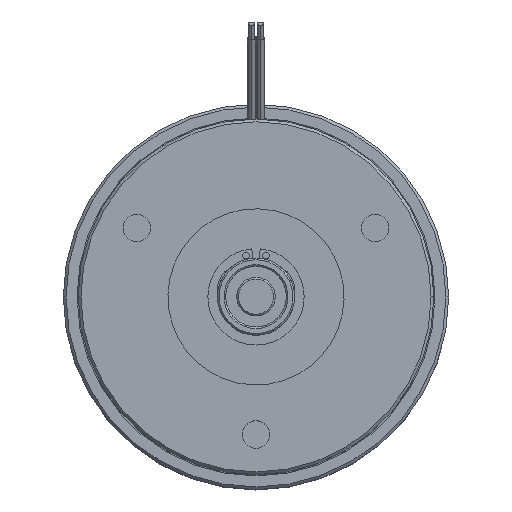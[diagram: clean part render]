
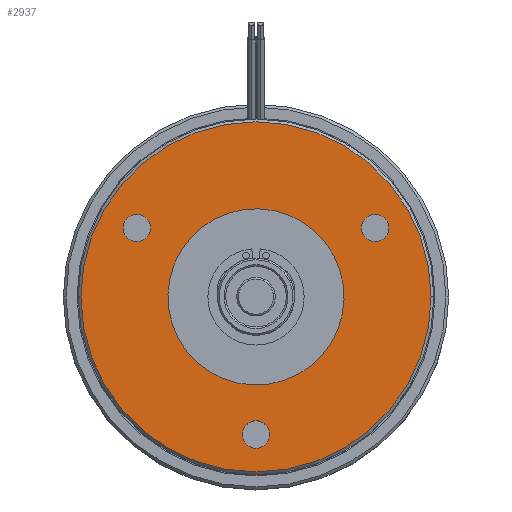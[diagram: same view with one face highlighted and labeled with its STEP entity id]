
A CAD part, top view. The second image highlights one B-rep face of the part: STEP entity #2937.
In plain terms, the highlighted planar face has unit normal (0, 0, 1).
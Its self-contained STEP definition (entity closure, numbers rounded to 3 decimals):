
#30 = ORIENTED_EDGE ( 'NONE', *, *, #446, .F. ) ;
#66 = EDGE_CURVE ( 'NONE', #964, #188, #265, .T. ) ;
#74 = CARTESIAN_POINT ( 'NONE',  ( -15.992, 0.51, 69.146 ) ) ;
#80 = DIRECTION ( 'NONE',  ( 1., 0., 0. ) ) ;
#108 = DIRECTION ( 'NONE',  ( 0., 0., 1. ) ) ;
#153 = DIRECTION ( 'NONE',  ( 0., 0., 1. ) ) ;
#168 = AXIS2_PLACEMENT_3D ( 'NONE', #3334, #2180, #3031 ) ;
#181 = VERTEX_POINT ( 'NONE', #74 ) ;
#188 = VERTEX_POINT ( 'NONE', #3711 ) ;
#208 = ORIENTED_EDGE ( 'NONE', *, *, #447, .T. ) ;
#265 = CIRCLE ( 'NONE', #581, 2.5 ) ;
#299 = DIRECTION ( 'NONE',  ( 1., 0., 0. ) ) ;
#301 = DIRECTION ( 'NONE',  ( 0., 0., 1. ) ) ;
#315 = DIRECTION ( 'NONE',  ( 1., 0., 0. ) ) ;
#325 = ORIENTED_EDGE ( 'NONE', *, *, #470, .F. ) ;
#328 = DIRECTION ( 'NONE',  ( 0., 0., -1. ) ) ;
#336 = CARTESIAN_POINT ( 'NONE',  ( 0., 0., 69.146 ) ) ;
#355 = CARTESIAN_POINT ( 'NONE',  ( 0., 0., 69.146 ) ) ;
#379 = PLANE ( 'NONE',  #3841 ) ;
#387 = ORIENTED_EDGE ( 'NONE', *, *, #2932, .T. ) ;
#446 = EDGE_CURVE ( 'NONE', #704, #2132, #3776, .T. ) ;
#447 = EDGE_CURVE ( 'NONE', #529, #1217, #3765, .T. ) ;
#470 = EDGE_CURVE ( 'NONE', #188, #964, #3761, .T. ) ;
#503 = EDGE_CURVE ( 'NONE', #181, #1493, #3789, .T. ) ;
#529 = VERTEX_POINT ( 'NONE', #1287 ) ;
#554 = ORIENTED_EDGE ( 'NONE', *, *, #66, .F. ) ;
#581 = AXIS2_PLACEMENT_3D ( 'NONE', #3599, #3601, #3604 ) ;
#667 = ORIENTED_EDGE ( 'NONE', *, *, #1666, .F. ) ;
#680 = AXIS2_PLACEMENT_3D ( 'NONE', #2499, #2689, #2295 ) ;
#704 = VERTEX_POINT ( 'NONE', #2783 ) ;
#798 = EDGE_LOOP ( 'NONE', ( #2215, #667 ) ) ;
#847 = CARTESIAN_POINT ( 'NONE',  ( 0., 0., 69.146 ) ) ;
#964 = VERTEX_POINT ( 'NONE', #3871 ) ;
#1010 = CARTESIAN_POINT ( 'NONE',  ( 19.151, 12.5, 69.146 ) ) ;
#1060 = DIRECTION ( 'NONE',  ( 0., 0., 1. ) ) ;
#1069 = DIRECTION ( 'NONE',  ( 1., 0., 0. ) ) ;
#1098 = EDGE_CURVE ( 'NONE', #2132, #704, #3321, .T. ) ;
#1129 = CARTESIAN_POINT ( 'NONE',  ( -21.651, 12.5, 69.146 ) ) ;
#1197 = CARTESIAN_POINT ( 'NONE',  ( 15.992, -0.51, 69.146 ) ) ;
#1217 = VERTEX_POINT ( 'NONE', #1951 ) ;
#1287 = CARTESIAN_POINT ( 'NONE',  ( 31.8, 0., 69.146 ) ) ;
#1313 = EDGE_LOOP ( 'NONE', ( #325, #554 ) ) ;
#1341 = ORIENTED_EDGE ( 'NONE', *, *, #2248, .T. ) ;
#1435 = EDGE_CURVE ( 'NONE', #2353, #1585, #3176, .T. ) ;
#1442 = ORIENTED_EDGE ( 'NONE', *, *, #1098, .F. ) ;
#1493 = VERTEX_POINT ( 'NONE', #1197 ) ;
#1585 = VERTEX_POINT ( 'NONE', #1010 ) ;
#1630 = ORIENTED_EDGE ( 'NONE', *, *, #503, .T. ) ;
#1666 = EDGE_CURVE ( 'NONE', #1585, #2353, #3070, .T. ) ;
#1677 = FACE_BOUND ( 'NONE', #3411, .T. ) ;
#1681 = FACE_BOUND ( 'NONE', #1313, .T. ) ;
#1702 = FACE_OUTER_BOUND ( 'NONE', #3387, .T. ) ;
#1712 = CIRCLE ( 'NONE', #3277, 16. ) ;
#1713 = CARTESIAN_POINT ( 'NONE',  ( -19.151, 12.5, 69.146 ) ) ;
#1731 = FACE_BOUND ( 'NONE', #798, .T. ) ;
#1743 = FACE_BOUND ( 'NONE', #3303, .T. ) ;
#1951 = CARTESIAN_POINT ( 'NONE',  ( -31.8, 0., 69.146 ) ) ;
#2132 = VERTEX_POINT ( 'NONE', #1713 ) ;
#2156 = DIRECTION ( 'NONE',  ( 1., 0., 0. ) ) ;
#2165 = DIRECTION ( 'NONE',  ( 0., 0., 1. ) ) ;
#2180 = DIRECTION ( 'NONE',  ( 0., 0., 1. ) ) ;
#2207 = AXIS2_PLACEMENT_3D ( 'NONE', #1129, #2375, #2634 ) ;
#2215 = ORIENTED_EDGE ( 'NONE', *, *, #1435, .F. ) ;
#2248 = EDGE_CURVE ( 'NONE', #1217, #529, #2556, .T. ) ;
#2295 = DIRECTION ( 'NONE',  ( 1., 0., 0. ) ) ;
#2344 = CARTESIAN_POINT ( 'NONE',  ( 0., -25., 69.146 ) ) ;
#2353 = VERTEX_POINT ( 'NONE', #2904 ) ;
#2375 = DIRECTION ( 'NONE',  ( 0., 0., 1. ) ) ;
#2418 = AXIS2_PLACEMENT_3D ( 'NONE', #2960, #153, #2905 ) ;
#2499 = CARTESIAN_POINT ( 'NONE',  ( -21.651, 12.5, 69.146 ) ) ;
#2556 = CIRCLE ( 'NONE', #3731, 31.8 ) ;
#2634 = DIRECTION ( 'NONE',  ( 1., 0., 0. ) ) ;
#2689 = DIRECTION ( 'NONE',  ( 0., 0., 1. ) ) ;
#2783 = CARTESIAN_POINT ( 'NONE',  ( -24.151, 12.5, 69.146 ) ) ;
#2904 = CARTESIAN_POINT ( 'NONE',  ( 24.151, 12.5, 69.146 ) ) ;
#2905 = DIRECTION ( 'NONE',  ( 1., 0., 0. ) ) ;
#2932 = EDGE_CURVE ( 'NONE', #1493, #181, #1712, .T. ) ;
#2937 = ADVANCED_FACE ( 'NONE', ( #1702, #1731, #1743, #1681, #1677 ), #379, .T. ) ;
#2960 = CARTESIAN_POINT ( 'NONE',  ( 0., 0., 69.146 ) ) ;
#3031 = DIRECTION ( 'NONE',  ( 1., 0., 0. ) ) ;
#3070 = CIRCLE ( 'NONE', #168, 2.5 ) ;
#3074 = AXIS2_PLACEMENT_3D ( 'NONE', #2344, #2165, #2156 ) ;
#3105 = CARTESIAN_POINT ( 'NONE',  ( 21.651, 12.5, 69.146 ) ) ;
#3176 = CIRCLE ( 'NONE', #3755, 2.5 ) ;
#3204 = CARTESIAN_POINT ( 'NONE',  ( 0., 0., 69.146 ) ) ;
#3221 = DIRECTION ( 'NONE',  ( 0., 0., -1. ) ) ;
#3234 = DIRECTION ( 'NONE',  ( 1., 0., 0. ) ) ;
#3277 = AXIS2_PLACEMENT_3D ( 'NONE', #336, #328, #315 ) ;
#3303 = EDGE_LOOP ( 'NONE', ( #1442, #30 ) ) ;
#3321 = CIRCLE ( 'NONE', #680, 2.5 ) ;
#3334 = CARTESIAN_POINT ( 'NONE',  ( 21.651, 12.5, 69.146 ) ) ;
#3387 = EDGE_LOOP ( 'NONE', ( #1341, #208 ) ) ;
#3411 = EDGE_LOOP ( 'NONE', ( #387, #1630 ) ) ;
#3570 = AXIS2_PLACEMENT_3D ( 'NONE', #3204, #3221, #3234 ) ;
#3599 = CARTESIAN_POINT ( 'NONE',  ( 0., -25., 69.146 ) ) ;
#3601 = DIRECTION ( 'NONE',  ( 0., 0., 1. ) ) ;
#3604 = DIRECTION ( 'NONE',  ( 1., 0., 0. ) ) ;
#3711 = CARTESIAN_POINT ( 'NONE',  ( 2.5, -25., 69.146 ) ) ;
#3731 = AXIS2_PLACEMENT_3D ( 'NONE', #847, #108, #80 ) ;
#3755 = AXIS2_PLACEMENT_3D ( 'NONE', #3105, #1060, #1069 ) ;
#3761 = CIRCLE ( 'NONE', #3074, 2.5 ) ;
#3765 = CIRCLE ( 'NONE', #2418, 31.8 ) ;
#3776 = CIRCLE ( 'NONE', #2207, 2.5 ) ;
#3789 = CIRCLE ( 'NONE', #3570, 16. ) ;
#3841 = AXIS2_PLACEMENT_3D ( 'NONE', #355, #301, #299 ) ;
#3871 = CARTESIAN_POINT ( 'NONE',  ( -2.5, -25., 69.146 ) ) ;
